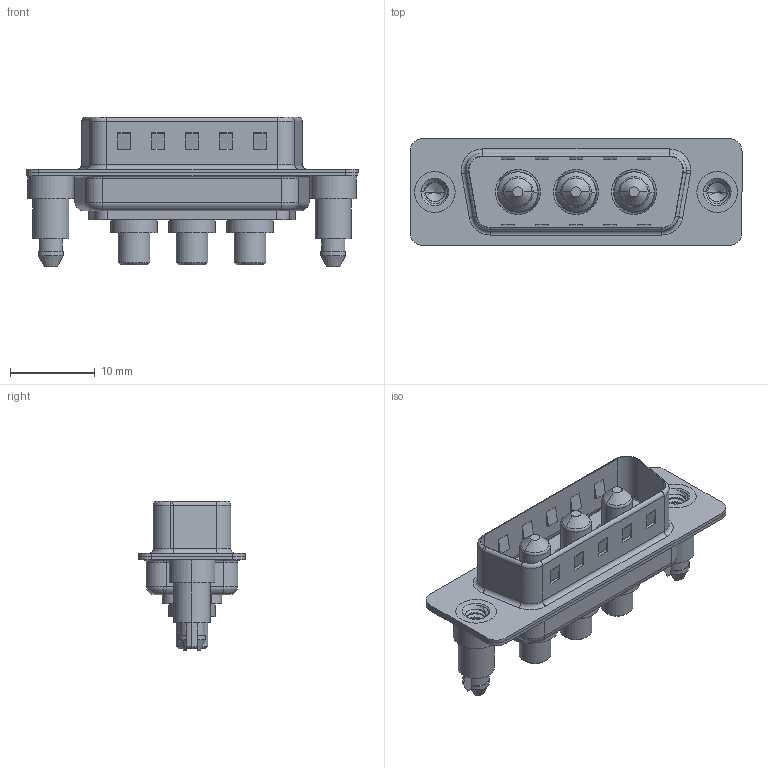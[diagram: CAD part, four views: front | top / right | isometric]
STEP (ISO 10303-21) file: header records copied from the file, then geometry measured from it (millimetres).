
FILE_DESCRIPTION (( 'STEP AP203' ), '1' );
FILE_NAME ('627-3W3-624-4N5.STEP', '2019-05-24T18:10:53', ( '' ), ( '' ), 'SwSTEP 2.0', 'SolidWorks 2016', '' );
FILE_SCHEMA (( 'CONFIG_CONTROL_DESIGN' ));
Length unit declared in the file: millimetre
Products named in the file (6): 627-3W3-624-4N5; 627Combo Housing_3W3; 627Combo Shell Rear_15 Contacts; 627Combo Shell Front_15 Contacts; 627Combo Threaded Boardlock_5; Power Pin_40A S
Assembly tree (8 placements, depth 2):
  627-3W3-624-4N5
    627Combo Housing_3W3
    627Combo Shell Rear_15 Contacts
    627Combo Shell Front_15 Contacts
    627Combo Threaded Boardlock_5  x2
    Power Pin_40A S  x3
Bounding box: 39.15 x 12.6 x 17.6 mm (x, y, z)
Volume: 2238.3 mm3; surface area: 5072.4 mm2
Topology: 11 solids, 11 shells, 510 faces, 1244 edges, 780 vertices
Faces by surface type: cylinder 222, plane 185, torus 56, cone 35, bspline 12
Entity records: 13729 total; most frequent: CARTESIAN_POINT 3757, DIRECTION 2004, ORIENTED_EDGE 1894, EDGE_CURVE 947, AXIS2_PLACEMENT_3D 745, VERTEX_POINT 597, VECTOR 514, LINE 514
